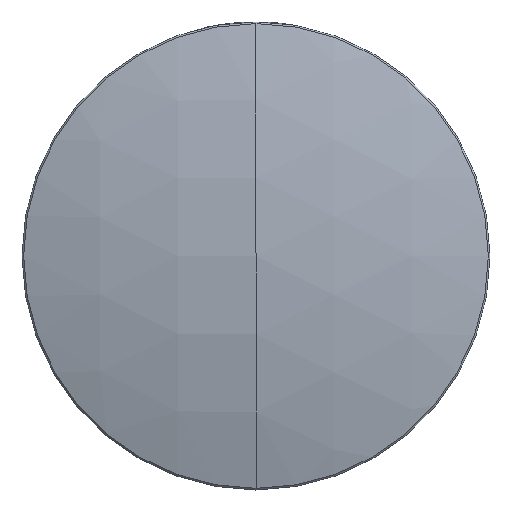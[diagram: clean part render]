
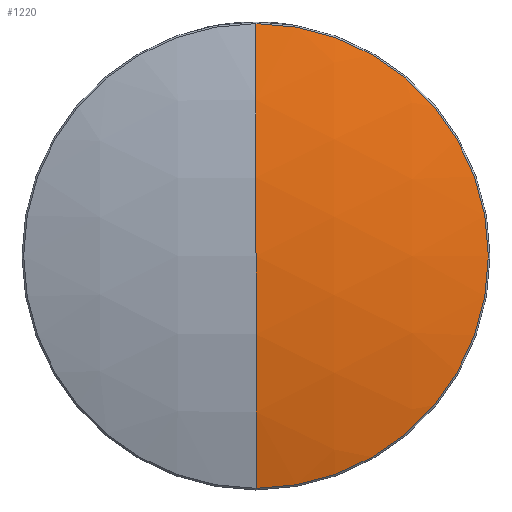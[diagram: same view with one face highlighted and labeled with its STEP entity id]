
A CAD part, top view. The second image highlights one B-rep face of the part: STEP entity #1220.
In plain terms, the highlighted spherical face has radius 90.13 mm.
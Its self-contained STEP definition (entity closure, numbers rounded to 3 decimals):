
#10 = ORIENTED_EDGE ( 'NONE', *, *, #260, .T. ) ;
#34 = AXIS2_PLACEMENT_3D ( 'NONE', #974, #2524, #1186 ) ;
#60 = VERTEX_POINT ( 'NONE', #1099 ) ;
#72 = VERTEX_POINT ( 'NONE', #101 ) ;
#97 = CARTESIAN_POINT ( 'NONE',  ( 0., 0., -86.805 ) ) ;
#101 = CARTESIAN_POINT ( 'NONE',  ( 0., 0., 3.325 ) ) ;
#260 = EDGE_CURVE ( 'NONE', #1393, #72, #1081, .T. ) ;
#315 = CIRCLE ( 'NONE', #1023, 90.13 ) ;
#505 = AXIS2_PLACEMENT_3D ( 'NONE', #2829, #1484, #836 ) ;
#655 = EDGE_LOOP ( 'NONE', ( #790, #1324, #10, #956 ) ) ;
#681 = DIRECTION ( 'NONE',  ( 1., 0., 0. ) ) ;
#756 = DIRECTION ( 'NONE',  ( 0., 1., 0. ) ) ;
#790 = ORIENTED_EDGE ( 'NONE', *, *, #1601, .T. ) ;
#836 = DIRECTION ( 'NONE',  ( 0., -1., 0. ) ) ;
#856 = EDGE_CURVE ( 'NONE', #1543, #72, #315, .T. ) ;
#956 = ORIENTED_EDGE ( 'NONE', *, *, #856, .F. ) ;
#965 = DIRECTION ( 'NONE',  ( 1., 0., 0. ) ) ;
#974 = CARTESIAN_POINT ( 'NONE',  ( 0., 0., -0.276 ) ) ;
#1023 = AXIS2_PLACEMENT_3D ( 'NONE', #2824, #1476, #2788 ) ;
#1081 = CIRCLE ( 'NONE', #1462, 90.13 ) ;
#1099 = CARTESIAN_POINT ( 'NONE',  ( 25.223, 0., -0.276 ) ) ;
#1186 = DIRECTION ( 'NONE',  ( 1., 0., 0. ) ) ;
#1220 = ADVANCED_FACE ( 'NONE', ( #1559 ), #1242, .T. ) ;
#1242 = SPHERICAL_SURFACE ( 'NONE', #505, 90.13 ) ;
#1324 = ORIENTED_EDGE ( 'NONE', *, *, #1943, .T. ) ;
#1353 = DIRECTION ( 'NONE',  ( 0., 0., 1. ) ) ;
#1374 = CIRCLE ( 'NONE', #34, 25.223 ) ;
#1393 = VERTEX_POINT ( 'NONE', #1852 ) ;
#1462 = AXIS2_PLACEMENT_3D ( 'NONE', #97, #965, #756 ) ;
#1476 = DIRECTION ( 'NONE',  ( -1., 0., 0. ) ) ;
#1484 = DIRECTION ( 'NONE',  ( 1., 0., 0. ) ) ;
#1543 = VERTEX_POINT ( 'NONE', #2844 ) ;
#1559 = FACE_OUTER_BOUND ( 'NONE', #655, .T. ) ;
#1601 = EDGE_CURVE ( 'NONE', #1543, #60, #2194, .T. ) ;
#1842 = AXIS2_PLACEMENT_3D ( 'NONE', #2662, #1353, #681 ) ;
#1852 = CARTESIAN_POINT ( 'NONE',  ( 0., 25.223, -0.276 ) ) ;
#1943 = EDGE_CURVE ( 'NONE', #60, #1393, #1374, .T. ) ;
#2194 = CIRCLE ( 'NONE', #1842, 25.223 ) ;
#2524 = DIRECTION ( 'NONE',  ( 0., 0., 1. ) ) ;
#2662 = CARTESIAN_POINT ( 'NONE',  ( 0., 0., -0.276 ) ) ;
#2788 = DIRECTION ( 'NONE',  ( 0., -1., 0. ) ) ;
#2824 = CARTESIAN_POINT ( 'NONE',  ( 0., 0., -86.805 ) ) ;
#2829 = CARTESIAN_POINT ( 'NONE',  ( 0., 0., -86.805 ) ) ;
#2844 = CARTESIAN_POINT ( 'NONE',  ( 0., -25.223, -0.276 ) ) ;
